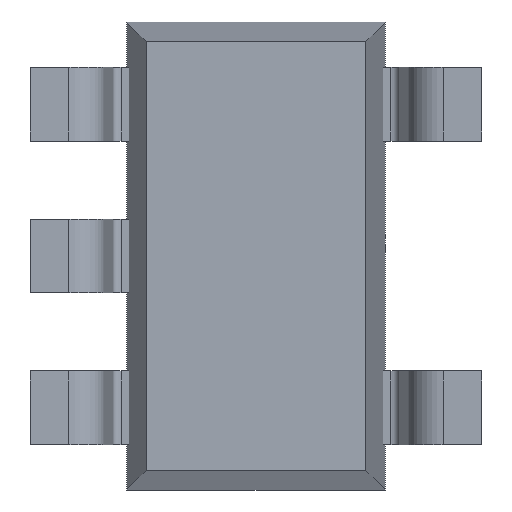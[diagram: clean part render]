
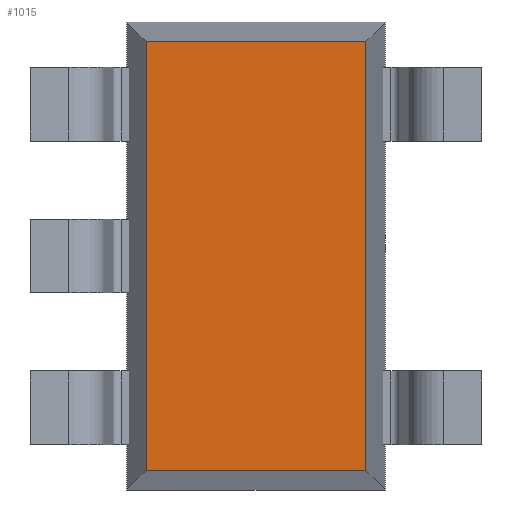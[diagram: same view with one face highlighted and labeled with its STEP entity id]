
A CAD part, front view. The second image highlights one B-rep face of the part: STEP entity #1015.
In plain terms, the highlighted planar face has unit normal (0, -1, 0).
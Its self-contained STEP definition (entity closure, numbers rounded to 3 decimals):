
#43 = ORIENTED_EDGE ( 'NONE', *, *, #497, .T. ) ;
#193 = DIRECTION ( 'NONE',  ( 0., 1., 0. ) ) ;
#402 = PLANE ( 'NONE',  #1645 ) ;
#497 = EDGE_CURVE ( 'NONE', #2133, #1619, #2218, .T. ) ;
#582 = DIRECTION ( 'NONE',  ( 1., 0., 0. ) ) ;
#734 = EDGE_CURVE ( 'NONE', #801, #2760, #1065, .T. ) ;
#790 = ORIENTED_EDGE ( 'NONE', *, *, #2803, .T. ) ;
#801 = VERTEX_POINT ( 'NONE', #2057 ) ;
#941 = VECTOR ( 'NONE', #582, 1000. ) ;
#1015 = ADVANCED_FACE ( 'NONE', ( #2645 ), #402, .F. ) ;
#1056 = CARTESIAN_POINT ( 'NONE',  ( -0.68, 0.152, -1.327 ) ) ;
#1065 = LINE ( 'NONE', #2096, #1603 ) ;
#1151 = DIRECTION ( 'NONE',  ( 0., 0., 1. ) ) ;
#1178 = VECTOR ( 'NONE', #2549, 1000. ) ;
#1185 = ORIENTED_EDGE ( 'NONE', *, *, #2676, .T. ) ;
#1198 = CARTESIAN_POINT ( 'NONE',  ( -0.8, 0.152, -1.327 ) ) ;
#1262 = DIRECTION ( 'NONE',  ( 0., 0., 1. ) ) ;
#1376 = CARTESIAN_POINT ( 'NONE',  ( 0.68, 0.152, 1.327 ) ) ;
#1472 = ORIENTED_EDGE ( 'NONE', *, *, #734, .T. ) ;
#1603 = VECTOR ( 'NONE', #1151, 1000. ) ;
#1607 = VECTOR ( 'NONE', #1769, 1000. ) ;
#1619 = VERTEX_POINT ( 'NONE', #1056 ) ;
#1645 = AXIS2_PLACEMENT_3D ( 'NONE', #2172, #193, #1262 ) ;
#1697 = LINE ( 'NONE', #1198, #941 ) ;
#1769 = DIRECTION ( 'NONE',  ( 0., 0., -1. ) ) ;
#1862 = CARTESIAN_POINT ( 'NONE',  ( -0.68, 0.152, 1.327 ) ) ;
#2057 = CARTESIAN_POINT ( 'NONE',  ( 0.68, 0.152, -1.327 ) ) ;
#2096 = CARTESIAN_POINT ( 'NONE',  ( 0.68, 0.152, 1.448 ) ) ;
#2101 = CARTESIAN_POINT ( 'NONE',  ( -0.8, 0.152, 1.327 ) ) ;
#2133 = VERTEX_POINT ( 'NONE', #1862 ) ;
#2172 = CARTESIAN_POINT ( 'NONE',  ( 0., 0.152, 0. ) ) ;
#2218 = LINE ( 'NONE', #2646, #1607 ) ;
#2549 = DIRECTION ( 'NONE',  ( -1., 0., 0. ) ) ;
#2619 = LINE ( 'NONE', #2101, #1178 ) ;
#2645 = FACE_OUTER_BOUND ( 'NONE', #2692, .T. ) ;
#2646 = CARTESIAN_POINT ( 'NONE',  ( -0.68, 0.152, 1.448 ) ) ;
#2676 = EDGE_CURVE ( 'NONE', #2760, #2133, #2619, .T. ) ;
#2692 = EDGE_LOOP ( 'NONE', ( #1472, #1185, #43, #790 ) ) ;
#2760 = VERTEX_POINT ( 'NONE', #1376 ) ;
#2803 = EDGE_CURVE ( 'NONE', #1619, #801, #1697, .T. ) ;
